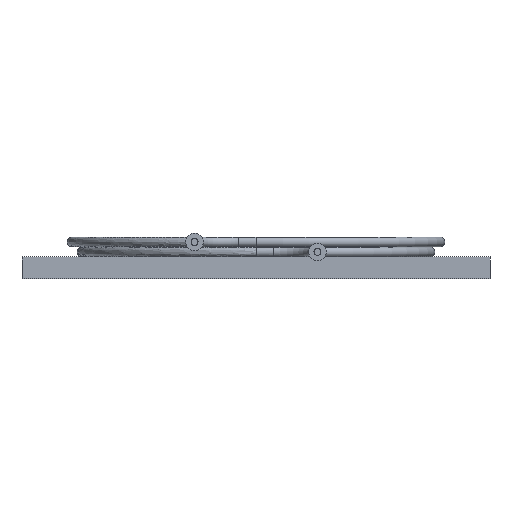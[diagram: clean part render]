
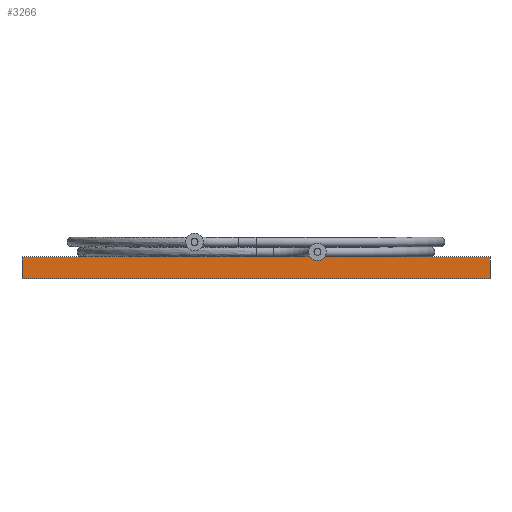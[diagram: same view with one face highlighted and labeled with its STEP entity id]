
A CAD part, front view. The second image highlights one B-rep face of the part: STEP entity #3266.
In plain terms, the highlighted planar face has unit normal (0, -1, 0).
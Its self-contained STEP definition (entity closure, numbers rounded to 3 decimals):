
#222=LINE('',#4867,#347);
#223=LINE('',#4869,#348);
#224=LINE('',#4871,#349);
#225=LINE('',#4873,#350);
#347=VECTOR('',#3674,1000.);
#348=VECTOR('',#3677,1000.);
#349=VECTOR('',#3678,1000.);
#350=VECTOR('',#3679,1000.);
#605=ORIENTED_EDGE('',*,*,#1110,.F.);
#606=ORIENTED_EDGE('',*,*,#1109,.F.);
#607=ORIENTED_EDGE('',*,*,#1111,.T.);
#608=ORIENTED_EDGE('',*,*,#1112,.T.);
#1109=EDGE_CURVE('',#1355,#1353,#222,.T.);
#1110=EDGE_CURVE('',#1353,#1356,#223,.T.);
#1111=EDGE_CURVE('',#1355,#1357,#224,.T.);
#1112=EDGE_CURVE('',#1357,#1356,#225,.T.);
#1353=VERTEX_POINT('',#4862);
#1355=VERTEX_POINT('',#4866);
#1356=VERTEX_POINT('',#4870);
#1357=VERTEX_POINT('',#4872);
#1654=EDGE_LOOP('',(#605,#606,#607,#608));
#1893=FACE_BOUND('',#1654,.T.);
#2127=PLANE('',#3411);
#3266=ADVANCED_FACE('',(#1893),#2127,.T.);
#3411=AXIS2_PLACEMENT_3D('',#4868,#3675,#3676);
#3674=DIRECTION('',(0.,0.,1.));
#3675=DIRECTION('',(0.,-1.,0.));
#3676=DIRECTION('',(1.,0.,0.));
#3677=DIRECTION('',(1.,0.,0.));
#3678=DIRECTION('',(1.,0.,0.));
#3679=DIRECTION('',(0.,0.,1.));
#4862=CARTESIAN_POINT('',(-26.65,-26.65,0.));
#4866=CARTESIAN_POINT('',(-26.65,-26.65,-2.5));
#4867=CARTESIAN_POINT('',(-26.65,-26.65,-2.5));
#4868=CARTESIAN_POINT('',(-26.65,-26.65,-2.5));
#4869=CARTESIAN_POINT('',(-26.65,-26.65,0.));
#4870=CARTESIAN_POINT('',(26.65,-26.65,0.));
#4871=CARTESIAN_POINT('',(-26.65,-26.65,-2.5));
#4872=CARTESIAN_POINT('',(26.65,-26.65,-2.5));
#4873=CARTESIAN_POINT('',(26.65,-26.65,-2.5));
